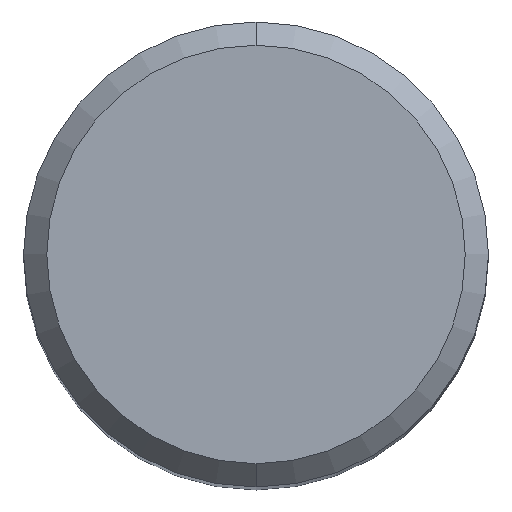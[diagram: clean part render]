
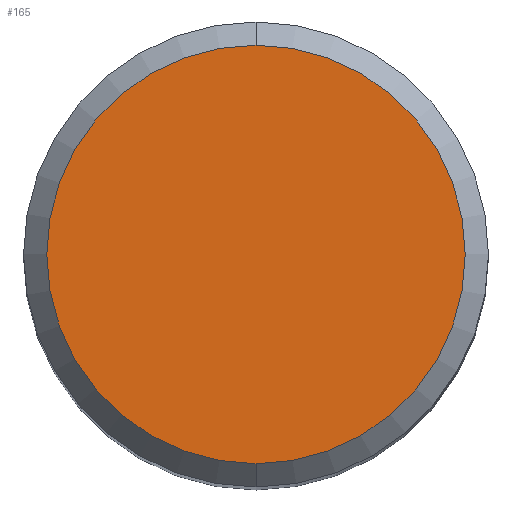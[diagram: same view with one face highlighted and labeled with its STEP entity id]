
A CAD part, top view. The second image highlights one B-rep face of the part: STEP entity #165.
In plain terms, the highlighted planar face has unit normal (0, 0, 1).
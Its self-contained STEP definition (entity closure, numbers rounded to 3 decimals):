
#117=EDGE_CURVE('',#189,#125,#270,.T.);
#125=VERTEX_POINT('',#279);
#165=ADVANCED_FACE('',(#323),#324,.T.);
#189=VERTEX_POINT('',#351);
#221=EDGE_CURVE('',#125,#189,#388,.T.);
#270=CIRCLE('',#435,5.4);
#279=CARTESIAN_POINT('',(0.0,5.4,0.0));
#323=FACE_OUTER_BOUND('',#504,.T.);
#324=PLANE('',#505);
#351=CARTESIAN_POINT('',(0.,-5.4,0.0));
#388=CIRCLE('',#586,5.4);
#435=AXIS2_PLACEMENT_3D('',#623,#624,#625);
#504=EDGE_LOOP('',(#688,#689));
#505=AXIS2_PLACEMENT_3D('',#690,#691,#692);
#586=AXIS2_PLACEMENT_3D('',#775,#776,#777);
#623=CARTESIAN_POINT('',(0.0,0.0,0.0));
#624=DIRECTION('',(0.0,0.0,-1.0));
#625=DIRECTION('',(0.0,1.0,0.0));
#688=ORIENTED_EDGE('',*,*,#221,.F.);
#689=ORIENTED_EDGE('',*,*,#117,.F.);
#690=CARTESIAN_POINT('',(0.0,2.7,0.0));
#691=DIRECTION('',(-0.0,0.0,1.0));
#692=DIRECTION('',(0.0,-1.0,0.0));
#775=CARTESIAN_POINT('',(0.0,0.0,0.0));
#776=DIRECTION('',(0.0,0.0,-1.0));
#777=DIRECTION('',(0.0,1.0,0.0));
